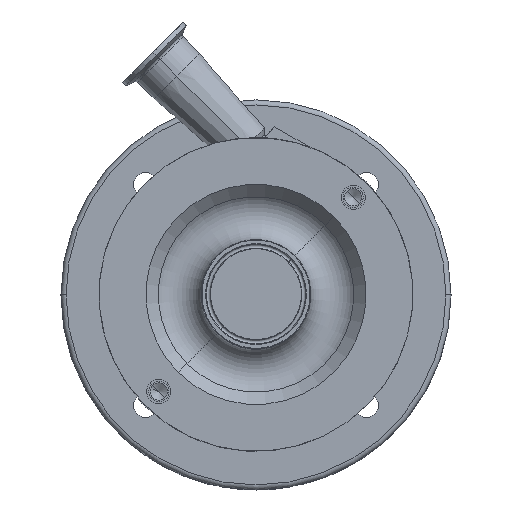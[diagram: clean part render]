
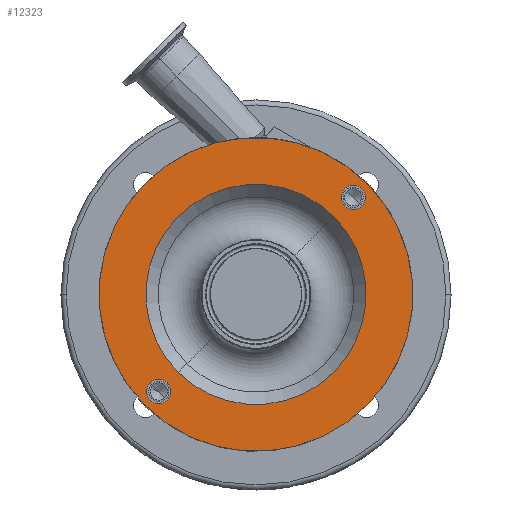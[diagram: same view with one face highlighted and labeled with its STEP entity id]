
A CAD part, top view. The second image highlights one B-rep face of the part: STEP entity #12323.
In plain terms, the highlighted planar face has unit normal (0, 0, 1).
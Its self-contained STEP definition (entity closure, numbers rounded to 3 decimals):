
#152 = ORIENTED_EDGE ( 'NONE', *, *, #6440, .T. ) ;
#512 = ORIENTED_EDGE ( 'NONE', *, *, #1501, .F. ) ;
#751 = DIRECTION ( 'NONE',  ( 0., 0., 1. ) ) ;
#905 = FACE_BOUND ( 'NONE', #13901, .T. ) ;
#934 = VERTEX_POINT ( 'NONE', #10370 ) ;
#1056 = CIRCLE ( 'NONE', #7575, 92.5 ) ;
#1260 = CARTESIAN_POINT ( 'NONE',  ( -65.407, -65.407, 205.5 ) ) ;
#1501 = EDGE_CURVE ( 'NONE', #2701, #7076, #10357, .T. ) ;
#2047 = FACE_BOUND ( 'NONE', #13129, .T. ) ;
#2464 = ORIENTED_EDGE ( 'NONE', *, *, #3755, .F. ) ;
#2701 = VERTEX_POINT ( 'NONE', #4609 ) ;
#3133 = CARTESIAN_POINT ( 'NONE',  ( 0., 0., 205.5 ) ) ;
#3308 = CARTESIAN_POINT ( 'NONE',  ( -57.276, -57.276, 205.5 ) ) ;
#3424 = DIRECTION ( 'NONE',  ( 0.707, 0.707, 0. ) ) ;
#3428 = DIRECTION ( 'NONE',  ( 0.707, 0.707, 0. ) ) ;
#3576 = ORIENTED_EDGE ( 'NONE', *, *, #7452, .T. ) ;
#3755 = EDGE_CURVE ( 'NONE', #13548, #13251, #13653, .T. ) ;
#3816 = AXIS2_PLACEMENT_3D ( 'NONE', #4999, #7572, #6054 ) ;
#4609 = CARTESIAN_POINT ( 'NONE',  ( -62.327, -62.327, 205.5 ) ) ;
#4636 = DIRECTION ( 'NONE',  ( 0.707, 0.707, 0. ) ) ;
#4746 = DIRECTION ( 'NONE',  ( 0., 0., 1. ) ) ;
#4759 = EDGE_LOOP ( 'NONE', ( #152, #3576 ) ) ;
#4999 = CARTESIAN_POINT ( 'NONE',  ( -22.627, 22.627, 205.5 ) ) ;
#5560 = VERTEX_POINT ( 'NONE', #8094 ) ;
#5669 = CARTESIAN_POINT ( 'NONE',  ( 57.276, 57.276, 205.5 ) ) ;
#5672 = ORIENTED_EDGE ( 'NONE', *, *, #17031, .F. ) ;
#6054 = DIRECTION ( 'NONE',  ( 0., -1., 0. ) ) ;
#6308 = DIRECTION ( 'NONE',  ( 0., 0., 1. ) ) ;
#6440 = EDGE_CURVE ( 'NONE', #5560, #14563, #15577, .T. ) ;
#6691 = CARTESIAN_POINT ( 'NONE',  ( -45.906, -45.906, 205.5 ) ) ;
#6722 = AXIS2_PLACEMENT_3D ( 'NONE', #3133, #13043, #4636 ) ;
#6886 = EDGE_CURVE ( 'NONE', #934, #14654, #11573, .T. ) ;
#6965 = EDGE_CURVE ( 'NONE', #7076, #2701, #8712, .T. ) ;
#7076 = VERTEX_POINT ( 'NONE', #15092 ) ;
#7137 = ORIENTED_EDGE ( 'NONE', *, *, #6965, .F. ) ;
#7396 = PLANE ( 'NONE',  #3816 ) ;
#7452 = EDGE_CURVE ( 'NONE', #14563, #5560, #1056, .T. ) ;
#7572 = DIRECTION ( 'NONE',  ( 0., 0., -1. ) ) ;
#7575 = AXIS2_PLACEMENT_3D ( 'NONE', #15442, #751, #14614 ) ;
#7672 = FACE_OUTER_BOUND ( 'NONE', #4759, .T. ) ;
#7875 = AXIS2_PLACEMENT_3D ( 'NONE', #3308, #8746, #11336 ) ;
#8077 = EDGE_CURVE ( 'NONE', #13251, #13548, #13905, .T. ) ;
#8094 = CARTESIAN_POINT ( 'NONE',  ( 65.407, 65.407, 205.5 ) ) ;
#8215 = AXIS2_PLACEMENT_3D ( 'NONE', #17047, #10280, #3428 ) ;
#8364 = DIRECTION ( 'NONE',  ( 0.707, 0.707, 0. ) ) ;
#8712 = CIRCLE ( 'NONE', #7875, 7.144 ) ;
#8746 = DIRECTION ( 'NONE',  ( 0., 0., 1. ) ) ;
#9429 = CARTESIAN_POINT ( 'NONE',  ( -57.276, -57.276, 205.5 ) ) ;
#10130 = AXIS2_PLACEMENT_3D ( 'NONE', #11537, #4746, #3424 ) ;
#10197 = CARTESIAN_POINT ( 'NONE',  ( 0., 0., 205.5 ) ) ;
#10250 = CIRCLE ( 'NONE', #16302, 64.921 ) ;
#10280 = DIRECTION ( 'NONE',  ( 0., 0., 1. ) ) ;
#10357 = CIRCLE ( 'NONE', #16967, 7.144 ) ;
#10370 = CARTESIAN_POINT ( 'NONE',  ( 45.906, 45.906, 205.5 ) ) ;
#10825 = EDGE_LOOP ( 'NONE', ( #7137, #512 ) ) ;
#10998 = ORIENTED_EDGE ( 'NONE', *, *, #8077, .F. ) ;
#11336 = DIRECTION ( 'NONE',  ( 0.707, 0.707, 0. ) ) ;
#11537 = CARTESIAN_POINT ( 'NONE',  ( 0., 0., 205.5 ) ) ;
#11573 = CIRCLE ( 'NONE', #6722, 64.921 ) ;
#11755 = DIRECTION ( 'NONE',  ( 0.707, 0.707, 0. ) ) ;
#12323 = ADVANCED_FACE ( 'NONE', ( #7672, #2047, #17299, #905 ), #7396, .F. ) ;
#12479 = CARTESIAN_POINT ( 'NONE',  ( 52.224, 52.224, 205.5 ) ) ;
#12562 = DIRECTION ( 'NONE',  ( 0., 0., 1. ) ) ;
#13040 = AXIS2_PLACEMENT_3D ( 'NONE', #5669, #12562, #8364 ) ;
#13043 = DIRECTION ( 'NONE',  ( 0., 0., 1. ) ) ;
#13129 = EDGE_LOOP ( 'NONE', ( #10998, #2464 ) ) ;
#13251 = VERTEX_POINT ( 'NONE', #17212 ) ;
#13548 = VERTEX_POINT ( 'NONE', #12479 ) ;
#13653 = CIRCLE ( 'NONE', #8215, 7.144 ) ;
#13901 = EDGE_LOOP ( 'NONE', ( #16023, #5672 ) ) ;
#13905 = CIRCLE ( 'NONE', #13040, 7.144 ) ;
#14066 = DIRECTION ( 'NONE',  ( 0., 0., 1. ) ) ;
#14563 = VERTEX_POINT ( 'NONE', #1260 ) ;
#14614 = DIRECTION ( 'NONE',  ( 0.707, 0.707, 0. ) ) ;
#14654 = VERTEX_POINT ( 'NONE', #6691 ) ;
#15092 = CARTESIAN_POINT ( 'NONE',  ( -52.224, -52.224, 205.5 ) ) ;
#15442 = CARTESIAN_POINT ( 'NONE',  ( 0., 0., 205.5 ) ) ;
#15577 = CIRCLE ( 'NONE', #10130, 92.5 ) ;
#15591 = DIRECTION ( 'NONE',  ( 0.707, 0.707, 0. ) ) ;
#16023 = ORIENTED_EDGE ( 'NONE', *, *, #6886, .F. ) ;
#16302 = AXIS2_PLACEMENT_3D ( 'NONE', #10197, #14066, #15591 ) ;
#16967 = AXIS2_PLACEMENT_3D ( 'NONE', #9429, #6308, #11755 ) ;
#17031 = EDGE_CURVE ( 'NONE', #14654, #934, #10250, .T. ) ;
#17047 = CARTESIAN_POINT ( 'NONE',  ( 57.276, 57.276, 205.5 ) ) ;
#17212 = CARTESIAN_POINT ( 'NONE',  ( 62.327, 62.327, 205.5 ) ) ;
#17299 = FACE_BOUND ( 'NONE', #10825, .T. ) ;
